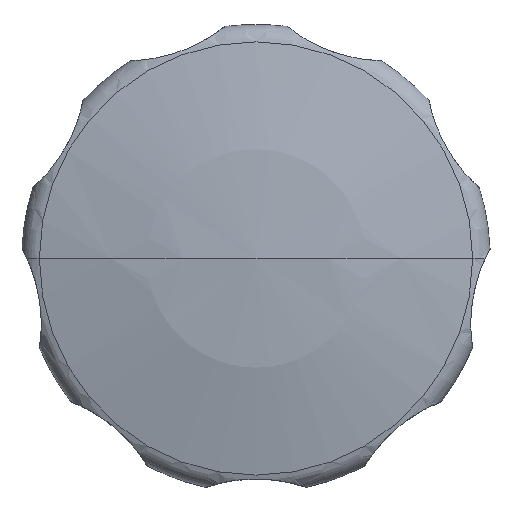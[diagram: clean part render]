
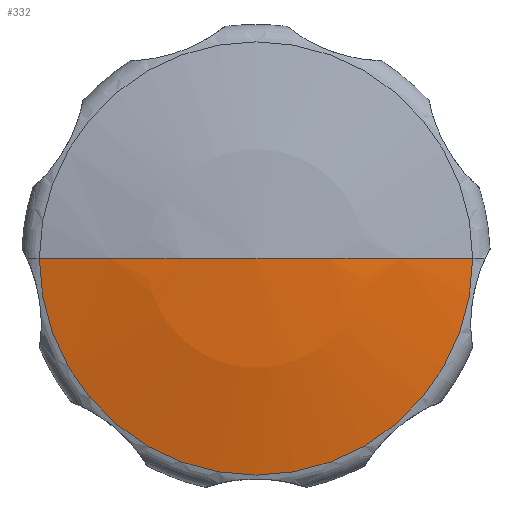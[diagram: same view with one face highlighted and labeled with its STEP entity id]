
A CAD part, top view. The second image highlights one B-rep face of the part: STEP entity #332.
In plain terms, the highlighted spherical face has radius 55.383 mm.
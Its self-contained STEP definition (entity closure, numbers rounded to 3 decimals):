
#310=EDGE_CURVE('',#540,#508,#727,.T.);
#332=ADVANCED_FACE('',(#750),#751,.T.);
#462=EDGE_CURVE('',#552,#508,#890,.T.);
#508=VERTEX_POINT('',#937);
#518=EDGE_CURVE('',#552,#540,#947,.T.);
#540=VERTEX_POINT('',#971);
#552=VERTEX_POINT('',#986);
#727=CIRCLE('',#1330,55.383);
#750=FACE_OUTER_BOUND('',#1381,.T.);
#751=SPHERICAL_SURFACE('',#1382,55.383);
#890=CIRCLE('',#1803,13.876);
#937=CARTESIAN_POINT('',(13.876,0.,35.234));
#947=CIRCLE('',#1958,55.383);
#971=CARTESIAN_POINT('',(0.,0.,37.0));
#986=CARTESIAN_POINT('',(-13.876,0.,35.234));
#1330=AXIS2_PLACEMENT_3D('',#2360,#2361,#2362);
#1381=EDGE_LOOP('',(#2382,#2383,#2384));
#1382=AXIS2_PLACEMENT_3D('',#2385,#2386,#2387);
#1803=AXIS2_PLACEMENT_3D('',#2516,#2517,#2518);
#1958=AXIS2_PLACEMENT_3D('',#2544,#2545,#2546);
#2360=CARTESIAN_POINT('',(0.,0.,-18.383));
#2361=DIRECTION('',(0.,1.0,0.));
#2362=DIRECTION('',(0.0,0.,-1.0));
#2382=ORIENTED_EDGE('',*,*,#518,.F.);
#2383=ORIENTED_EDGE('',*,*,#462,.T.);
#2384=ORIENTED_EDGE('',*,*,#310,.F.);
#2385=CARTESIAN_POINT('',(0.,0.,-18.383));
#2386=DIRECTION('',(0.,0.,1.0));
#2387=DIRECTION('',(-1.0,0.,0.0));
#2516=CARTESIAN_POINT('',(0.,0.,35.234));
#2517=DIRECTION('',(0.,0.,1.0));
#2518=DIRECTION('',(-1.0,0.,0.));
#2544=CARTESIAN_POINT('',(0.,0.,-18.383));
#2545=DIRECTION('',(0.,1.0,0.));
#2546=DIRECTION('',(0.0,0.,-1.0));
